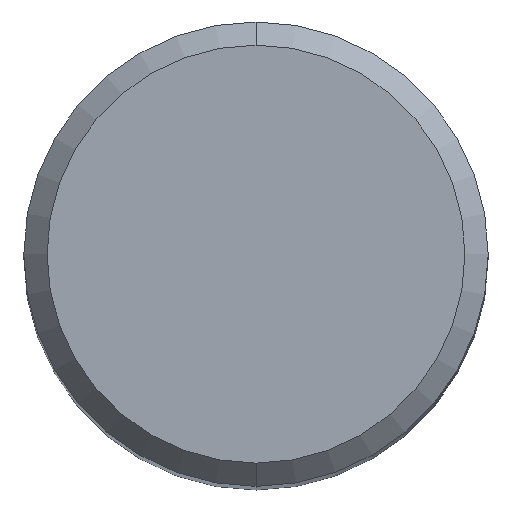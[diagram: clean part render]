
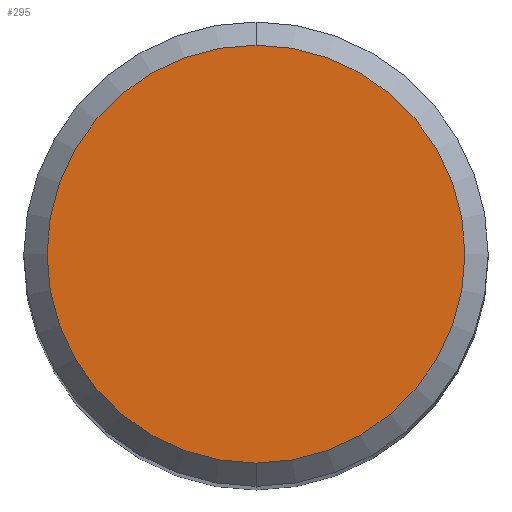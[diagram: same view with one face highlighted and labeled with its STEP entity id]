
A CAD part, top view. The second image highlights one B-rep face of the part: STEP entity #295.
In plain terms, the highlighted planar face has unit normal (0, 0, 1).
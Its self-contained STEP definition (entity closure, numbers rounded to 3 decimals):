
#213=VERTEX_POINT('',#520);
#237=EDGE_CURVE('',#373,#213,#549,.T.);
#295=ADVANCED_FACE('',(#611),#612,.T.);
#373=VERTEX_POINT('',#696);
#417=EDGE_CURVE('',#213,#373,#743,.T.);
#520=CARTESIAN_POINT('',(0.,-3.6,0.0));
#549=CIRCLE('',#905,3.6);
#611=FACE_OUTER_BOUND('',#1029,.T.);
#612=PLANE('',#1030);
#696=CARTESIAN_POINT('',(0.0,3.6,0.0));
#743=CIRCLE('',#1337,3.6);
#905=AXIS2_PLACEMENT_3D('',#1549,#1550,#1551);
#1029=EDGE_LOOP('',(#1598,#1599));
#1030=AXIS2_PLACEMENT_3D('',#1600,#1601,#1602);
#1337=AXIS2_PLACEMENT_3D('',#1744,#1745,#1746);
#1549=CARTESIAN_POINT('',(0.0,0.0,0.0));
#1550=DIRECTION('',(0.0,0.0,-1.0));
#1551=DIRECTION('',(0.0,1.0,0.0));
#1598=ORIENTED_EDGE('',*,*,#237,.F.);
#1599=ORIENTED_EDGE('',*,*,#417,.F.);
#1600=CARTESIAN_POINT('',(0.0,1.8,0.0));
#1601=DIRECTION('',(-0.0,0.0,1.0));
#1602=DIRECTION('',(0.0,-1.0,0.0));
#1744=CARTESIAN_POINT('',(0.0,0.0,0.0));
#1745=DIRECTION('',(0.0,0.0,-1.0));
#1746=DIRECTION('',(0.0,1.0,0.0));
